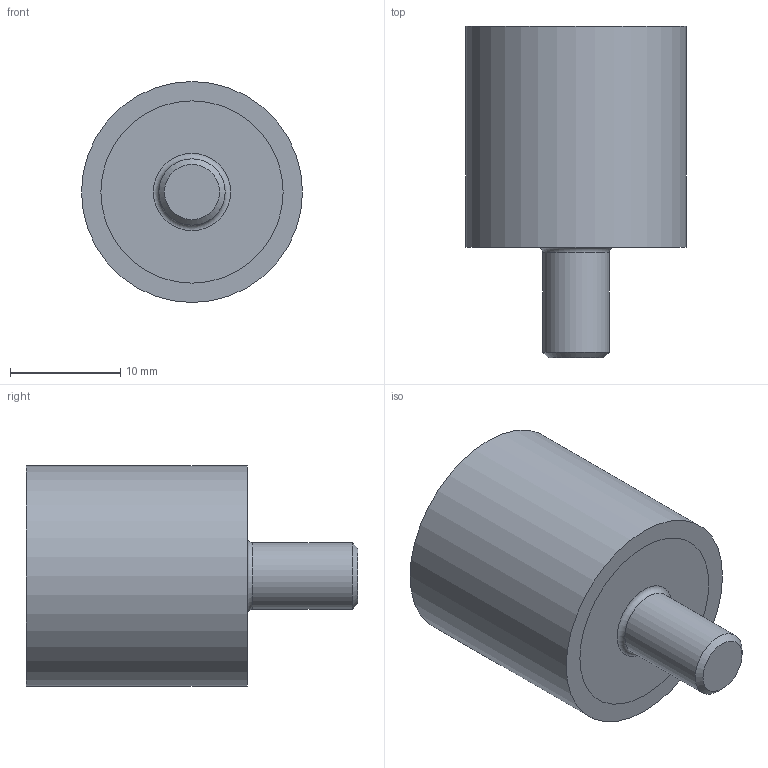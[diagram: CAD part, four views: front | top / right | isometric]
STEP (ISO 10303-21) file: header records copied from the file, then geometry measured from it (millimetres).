
FILE_DESCRIPTION(/* description */ ('Anschlagpuffer 20x20'),/* implementation_level */ '2;1');
FILE_NAME(/* name */ '402510462 Anschlagpuffer 20x20.stp',/* time_stamp */ '2019-10-23T09:56:44+02:00',/* author */ ('wheldmann'),/* organization */ (''),/* preprocessor_version */ 'ST-DEVELOPER v17.2',/* originating_system */ 'Autodesk Inventor 2019',/* authorisation */ '');
FILE_SCHEMA (('AUTOMOTIVE_DESIGN { 1 0 10303 214 3 1 1 }'));
Length unit declared in the file: millimetre
Products named in the file (1): 402510462
Bounding box: 20 x 30 x 20 mm (x, y, z)
Volume: 6564.8 mm3; surface area: 2063.7 mm2
Topology: 1 solids, 1 shells, 8 faces, 16 edges, 12 vertices
Faces by surface type: plane 4, cylinder 2, torus 1, cone 1
Full cylindrical faces by diameter (mm): 6 x1, 20 x1
Entity records: 292 total; most frequent: DIRECTION 47, CARTESIAN_POINT 37, ORIENTED_EDGE 32, AXIS2_PLACEMENT_3D 22, EDGE_CURVE 16, CIRCLE 13, VERTEX_POINT 12, EDGE_LOOP 10
